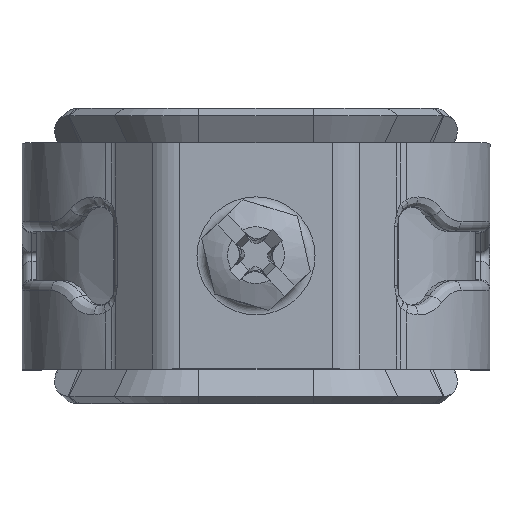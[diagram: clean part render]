
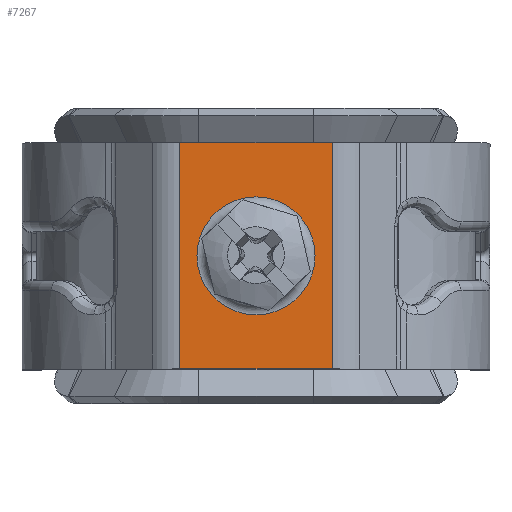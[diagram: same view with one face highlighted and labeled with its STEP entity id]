
A CAD part, top view. The second image highlights one B-rep face of the part: STEP entity #7267.
In plain terms, the highlighted planar face has unit normal (0, 0, 1).
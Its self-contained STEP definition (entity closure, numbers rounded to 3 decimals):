
#177=FACE_BOUND('',#1292,.T.);
#486=PLANE('',#7937);
#831=FACE_OUTER_BOUND('',#1291,.T.);
#1291=EDGE_LOOP('',(#5706,#5707,#5708,#5709));
#1292=EDGE_LOOP('',(#5710));
#1757=LINE('',#13325,#2296);
#1758=LINE('',#13327,#2297);
#1759=LINE('',#13329,#2298);
#1760=LINE('',#13330,#2299);
#2296=VECTOR('',#9239,10.);
#2297=VECTOR('',#9240,10.);
#2298=VECTOR('',#9241,10.);
#2299=VECTOR('',#9242,10.);
#2809=CIRCLE('',#7935,6.);
#3285=VERTEX_POINT('',#13318);
#3286=VERTEX_POINT('',#13323);
#3287=VERTEX_POINT('',#13324);
#3288=VERTEX_POINT('',#13326);
#3289=VERTEX_POINT('',#13328);
#4157=EDGE_CURVE('',#3285,#3285,#2809,.T.);
#4159=EDGE_CURVE('',#3286,#3287,#1757,.T.);
#4160=EDGE_CURVE('',#3288,#3287,#1758,.T.);
#4161=EDGE_CURVE('',#3288,#3289,#1759,.T.);
#4162=EDGE_CURVE('',#3286,#3289,#1760,.T.);
#5706=ORIENTED_EDGE('',*,*,#4159,.T.);
#5707=ORIENTED_EDGE('',*,*,#4160,.F.);
#5708=ORIENTED_EDGE('',*,*,#4161,.T.);
#5709=ORIENTED_EDGE('',*,*,#4162,.F.);
#5710=ORIENTED_EDGE('',*,*,#4157,.F.);
#7267=ADVANCED_FACE('',(#831,#177),#486,.T.);
#7935=AXIS2_PLACEMENT_3D('',#13320,#9233,#9234);
#7937=AXIS2_PLACEMENT_3D('',#13322,#9237,#9238);
#9233=DIRECTION('center_axis',(0.,0.,1.));
#9234=DIRECTION('ref_axis',(-1.,0.,0.));
#9237=DIRECTION('center_axis',(0.,0.,1.));
#9238=DIRECTION('ref_axis',(1.,0.,0.));
#9239=DIRECTION('',(0.,1.,0.));
#9240=DIRECTION('',(1.,0.,0.));
#9241=DIRECTION('',(0.,-1.,0.));
#9242=DIRECTION('',(-1.,0.,0.));
#13318=CARTESIAN_POINT('',(6.,0.,2.));
#13320=CARTESIAN_POINT('Origin',(0.,0.,2.));
#13322=CARTESIAN_POINT('Origin',(0.,0.,
2.));
#13323=CARTESIAN_POINT('',(7.738,-11.5,2.));
#13324=CARTESIAN_POINT('',(7.738,11.5,2.));
#13325=CARTESIAN_POINT('',(7.738,-5.75,2.));
#13326=CARTESIAN_POINT('',(-7.738,11.5,2.));
#13327=CARTESIAN_POINT('',(-91.051,11.5,2.));
#13328=CARTESIAN_POINT('',(-7.738,-11.5,2.));
#13329=CARTESIAN_POINT('',(-7.738,5.75,2.));
#13330=CARTESIAN_POINT('',(91.051,-11.5,2.));
